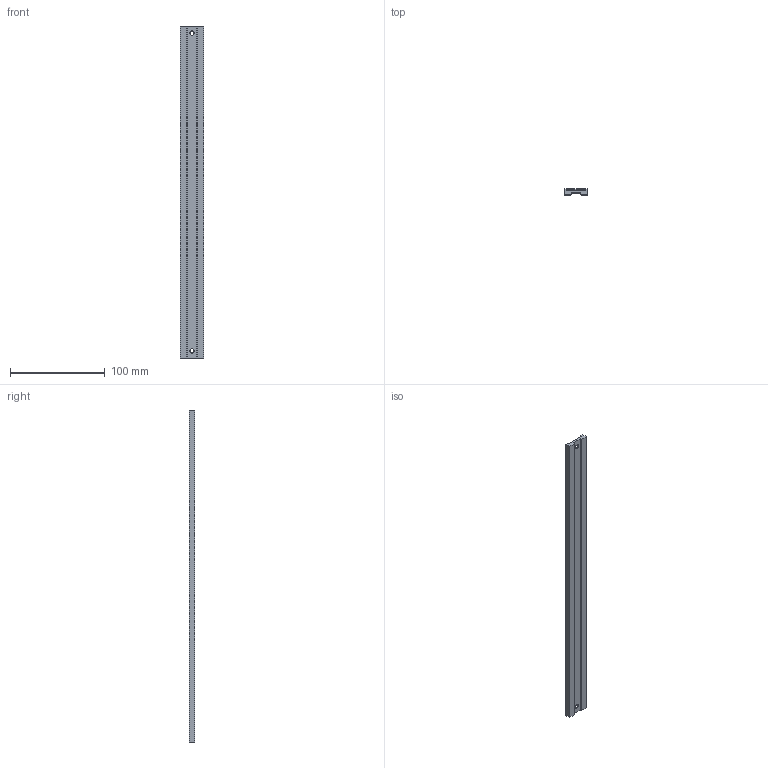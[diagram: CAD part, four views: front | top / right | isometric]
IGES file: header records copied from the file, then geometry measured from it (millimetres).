
Start section: SolidWorks IGES file using analytic representation for surfaces
Global section: file name: FMAB_Führungsschiene_ML200.IGS; native system: SolidWorks 2009; preprocessor: SolidWorks 2009; author: Admin; date: 141220.130530; units: millimetre
Bounding box: 25 x 6 x 350 mm (x, y, z)
Surface area: 61094.9 mm2 (no closed solid volume)
Topology: 0 solids, 0 shells, 51 faces, 424 edges, 424 vertices
Faces by surface type: bspline 41, revolution 10
